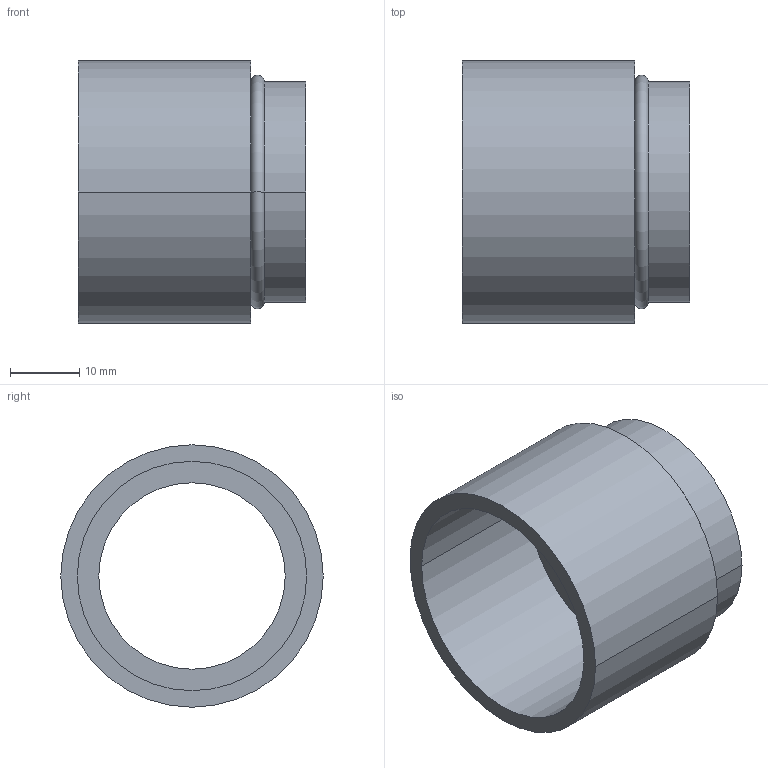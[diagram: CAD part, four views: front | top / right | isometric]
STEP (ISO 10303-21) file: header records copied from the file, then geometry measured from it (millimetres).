
FILE_DESCRIPTION(('SolidDesigner STEP Export'),'2;1');
FILE_NAME('1686863_HC_NPT_1_1_M32-select.stp','2015-09-11T13:50:36',(''),(''),'Creo Elements/Direct Modeling STEP processor for AP214 (Solid Model)','Creo Elements/Direct Modeling 18.1B 29-Sep-2012 (C) Parametric Technology GmbH','');
FILE_SCHEMA(('AUTOMOTIVE_DESIGN { 1 0 10303 214 1 1 1 1 }'));
Length unit declared in the file: millimetre
Products named in the file (2): 1686863_HC_NPT_1_1_M32-select
Assembly tree (1 placements, depth 2):
  1686863_HC_NPT_1_1_M32-select
    1686863_HC_NPT_1_1_M32-select
Bounding box: 33 x 38 x 38 mm (x, y, z)
Volume: 9552.7 mm3; surface area: 8216.1 mm2
Topology: 1 solids, 1 shells, 16 faces, 32 edges, 20 vertices
Faces by surface type: cylinder 10, plane 4, torus 2
Entity records: 553 total; most frequent: DIRECTION 70, ORIENTED_EDGE 64, CARTESIAN_POINT 60, EDGE_CURVE 32, AXIS2_PLACEMENT_3D 30, VERTEX_POINT 20, EDGE_LOOP 20, COLOUR_RGB 17
